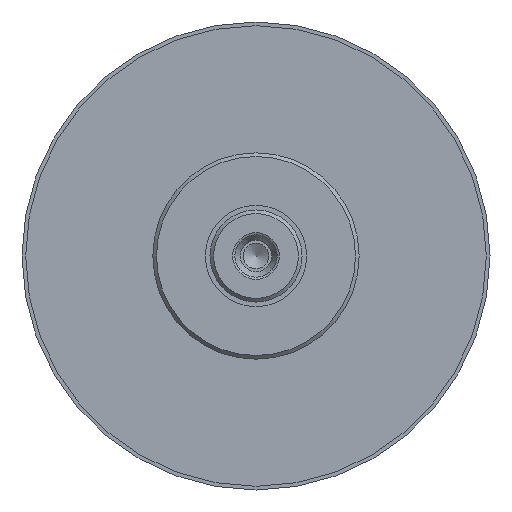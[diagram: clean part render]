
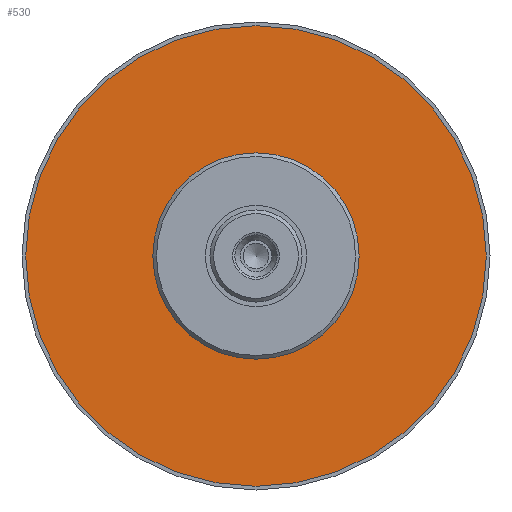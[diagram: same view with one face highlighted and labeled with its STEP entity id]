
A CAD part, front view. The second image highlights one B-rep face of the part: STEP entity #530.
In plain terms, the highlighted planar face has unit normal (0, -1, 0).
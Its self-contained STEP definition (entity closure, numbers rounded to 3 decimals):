
#90=FACE_BOUND('',#207,.T.);
#132=FACE_OUTER_BOUND('',#206,.T.);
#206=EDGE_LOOP('',(#432));
#207=EDGE_LOOP('',(#433));
#239=CIRCLE('',#594,56.);
#249=CIRCLE('',#616,125.);
#283=VERTEX_POINT('',#920);
#293=VERTEX_POINT('',#952);
#331=EDGE_CURVE('',#283,#283,#239,.T.);
#341=EDGE_CURVE('',#293,#293,#249,.T.);
#432=ORIENTED_EDGE('',*,*,#341,.F.);
#433=ORIENTED_EDGE('',*,*,#331,.T.);
#454=PLANE('',#615);
#530=ADVANCED_FACE('',(#132,#90),#454,.T.);
#594=AXIS2_PLACEMENT_3D('',#921,#736,#737);
#615=AXIS2_PLACEMENT_3D('',#951,#778,#779);
#616=AXIS2_PLACEMENT_3D('',#953,#780,#781);
#736=DIRECTION('center_axis',(0.,1.,0.));
#737=DIRECTION('ref_axis',(0.,0.,1.));
#778=DIRECTION('center_axis',(0.,-1.,0.));
#779=DIRECTION('ref_axis',(0.,0.,-1.));
#780=DIRECTION('center_axis',(0.,1.,0.));
#781=DIRECTION('ref_axis',(0.,0.,1.));
#920=CARTESIAN_POINT('',(0.,-310.,56.));
#921=CARTESIAN_POINT('Origin',(0.,-310.,0.));
#951=CARTESIAN_POINT('Origin',(0.,-310.,90.5));
#952=CARTESIAN_POINT('',(0.,-310.,125.));
#953=CARTESIAN_POINT('Origin',(0.,-310.,0.));
